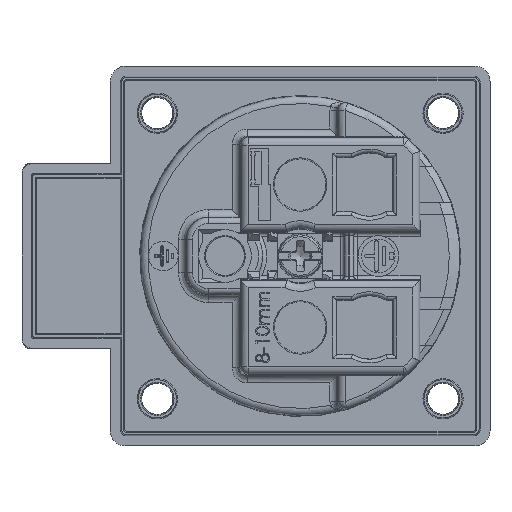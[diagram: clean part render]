
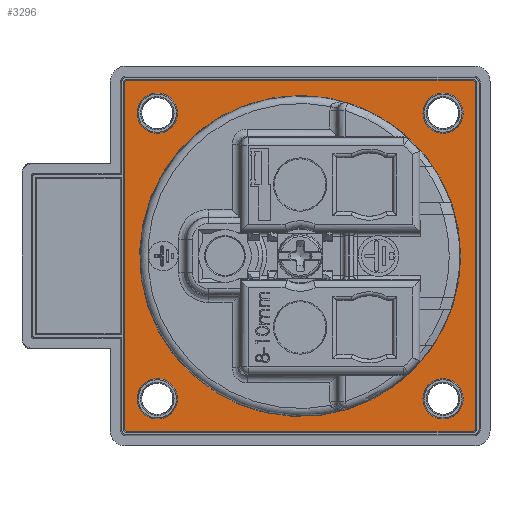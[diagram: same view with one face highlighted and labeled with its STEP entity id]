
A CAD part, front view. The second image highlights one B-rep face of the part: STEP entity #3296.
In plain terms, the highlighted planar face has unit normal (0, -1, 0).
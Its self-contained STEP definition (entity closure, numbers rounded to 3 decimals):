
#110 = DIRECTION ( 'NONE',  ( 0., -1., 0. ) ) ;
#904 = EDGE_CURVE ( 'NONE', #38790, #38790, #14931, .T. ) ;
#1068 = CARTESIAN_POINT ( 'NONE',  ( -23., 12.75, 23.359 ) ) ;
#2076 = EDGE_CURVE ( 'NONE', #32997, #39198, #4755, .T. ) ;
#2632 = CARTESIAN_POINT ( 'NONE',  ( 0., 12.75, 0. ) ) ;
#2902 = AXIS2_PLACEMENT_3D ( 'NONE', #21817, #110, #12275 ) ;
#2947 = FACE_BOUND ( 'NONE', #21901, .T. ) ;
#3105 = CARTESIAN_POINT ( 'NONE',  ( -16.326, 12.75, -19. ) ) ;
#3296 = ADVANCED_FACE ( 'NONE', ( #11941, #27054, #39206, #36234, #2947, #15120 ), #3526, .F. ) ;
#3526 = PLANE ( 'NONE',  #16103 ) ;
#4230 = ORIENTED_EDGE ( 'NONE', *, *, #16382, .T. ) ;
#4258 = CIRCLE ( 'NONE', #31786, 2.674 ) ;
#4689 = CIRCLE ( 'NONE', #26944, 21.35 ) ;
#4755 = LINE ( 'NONE', #38238, #32851 ) ;
#4823 = DIRECTION ( 'NONE',  ( 1., 0., 0. ) ) ;
#5014 = ORIENTED_EDGE ( 'NONE', *, *, #5449, .T. ) ;
#5028 = LINE ( 'NONE', #38686, #17097 ) ;
#5124 = VERTEX_POINT ( 'NONE', #29418 ) ;
#5159 = ORIENTED_EDGE ( 'NONE', *, *, #904, .T. ) ;
#5449 = EDGE_CURVE ( 'NONE', #7725, #7725, #4258, .T. ) ;
#5768 = ORIENTED_EDGE ( 'NONE', *, *, #11259, .T. ) ;
#5776 = EDGE_CURVE ( 'NONE', #29021, #29021, #27957, .T. ) ;
#6186 = CARTESIAN_POINT ( 'NONE',  ( -19., 12.75, -19. ) ) ;
#6656 = DIRECTION ( 'NONE',  ( 0., 0., 1. ) ) ;
#7564 = ORIENTED_EDGE ( 'NONE', *, *, #7771, .T. ) ;
#7725 = VERTEX_POINT ( 'NONE', #26616 ) ;
#7771 = EDGE_CURVE ( 'NONE', #9220, #23401, #24074, .T. ) ;
#8362 = DIRECTION ( 'NONE',  ( 0., 0., -1. ) ) ;
#8902 = EDGE_CURVE ( 'NONE', #26391, #26897, #13398, .T. ) ;
#9220 = VERTEX_POINT ( 'NONE', #1068 ) ;
#9349 = DIRECTION ( 'NONE',  ( 1., 0., 0. ) ) ;
#10112 = CARTESIAN_POINT ( 'NONE',  ( -23.359, 12.75, 23. ) ) ;
#11259 = EDGE_CURVE ( 'NONE', #5124, #5124, #4689, .T. ) ;
#11941 = FACE_BOUND ( 'NONE', #12242, .T. ) ;
#11985 = CIRCLE ( 'NONE', #32964, 0.359 ) ;
#11993 = AXIS2_PLACEMENT_3D ( 'NONE', #12240, #33356, #15808 ) ;
#12240 = CARTESIAN_POINT ( 'NONE',  ( -23., 12.75, 23. ) ) ;
#12242 = EDGE_LOOP ( 'NONE', ( #5768 ) ) ;
#12275 = DIRECTION ( 'NONE',  ( 1., 0., 0. ) ) ;
#12589 = CARTESIAN_POINT ( 'NONE',  ( -23.359, 12.75, -23. ) ) ;
#12819 = ORIENTED_EDGE ( 'NONE', *, *, #8902, .F. ) ;
#12929 = CIRCLE ( 'NONE', #21856, 0.359 ) ;
#13398 = LINE ( 'NONE', #22556, #26651 ) ;
#13844 = EDGE_CURVE ( 'NONE', #31276, #23401, #33763, .T. ) ;
#14609 = EDGE_LOOP ( 'NONE', ( #5014 ) ) ;
#14744 = CARTESIAN_POINT ( 'NONE',  ( 23., 12.75, -23. ) ) ;
#14773 = ORIENTED_EDGE ( 'NONE', *, *, #2076, .F. ) ;
#14931 = CIRCLE ( 'NONE', #29554, 2.674 ) ;
#14932 = DIRECTION ( 'NONE',  ( 0., -1., 0. ) ) ;
#14940 = DIRECTION ( 'NONE',  ( 1., 0., 0. ) ) ;
#14980 = DIRECTION ( 'NONE',  ( 1., 0., 0. ) ) ;
#15120 = FACE_BOUND ( 'NONE', #14609, .T. ) ;
#15296 = EDGE_CURVE ( 'NONE', #31276, #26897, #12929, .T. ) ;
#15696 = DIRECTION ( 'NONE',  ( 0., 1., 0. ) ) ;
#15808 = DIRECTION ( 'NONE',  ( 1., 0., 0. ) ) ;
#16103 = AXIS2_PLACEMENT_3D ( 'NONE', #22271, #15696, #19657 ) ;
#16276 = CIRCLE ( 'NONE', #2902, 0.359 ) ;
#16382 = EDGE_CURVE ( 'NONE', #32997, #26808, #16276, .T. ) ;
#17097 = VECTOR ( 'NONE', #4823, 1000. ) ;
#17275 = CARTESIAN_POINT ( 'NONE',  ( 21.674, 12.75, 19. ) ) ;
#17844 = DIRECTION ( 'NONE',  ( 1., 0., 0. ) ) ;
#17885 = ORIENTED_EDGE ( 'NONE', *, *, #32830, .F. ) ;
#18243 = VERTEX_POINT ( 'NONE', #3105 ) ;
#18493 = ORIENTED_EDGE ( 'NONE', *, *, #26508, .T. ) ;
#18737 = EDGE_LOOP ( 'NONE', ( #33633 ) ) ;
#19419 = DIRECTION ( 'NONE',  ( 0., 1., 0. ) ) ;
#19657 = DIRECTION ( 'NONE',  ( -1., 0., 0. ) ) ;
#19855 = CARTESIAN_POINT ( 'NONE',  ( 21.674, 12.75, -19. ) ) ;
#19961 = EDGE_LOOP ( 'NONE', ( #27091 ) ) ;
#20211 = CIRCLE ( 'NONE', #25957, 2.674 ) ;
#20639 = CARTESIAN_POINT ( 'NONE',  ( 23., 12.75, 23.359 ) ) ;
#20716 = DIRECTION ( 'NONE',  ( 1., 0., 0. ) ) ;
#20952 = CARTESIAN_POINT ( 'NONE',  ( 23.359, 12.75, 23. ) ) ;
#21644 = CARTESIAN_POINT ( 'NONE',  ( -23., 12.75, -23.359 ) ) ;
#21817 = CARTESIAN_POINT ( 'NONE',  ( 23., 12.75, 23. ) ) ;
#21856 = AXIS2_PLACEMENT_3D ( 'NONE', #28304, #37484, #37075 ) ;
#21901 = EDGE_LOOP ( 'NONE', ( #5159 ) ) ;
#22271 = CARTESIAN_POINT ( 'NONE',  ( 37.5, 12.75, 0. ) ) ;
#22556 = CARTESIAN_POINT ( 'NONE',  ( -23., 12.75, -23.359 ) ) ;
#23145 = VECTOR ( 'NONE', #6656, 1000. ) ;
#23401 = VERTEX_POINT ( 'NONE', #10112 ) ;
#24074 = CIRCLE ( 'NONE', #11993, 0.359 ) ;
#25957 = AXIS2_PLACEMENT_3D ( 'NONE', #6186, #36452, #20716 ) ;
#26391 = VERTEX_POINT ( 'NONE', #31879 ) ;
#26508 = EDGE_CURVE ( 'NONE', #26391, #39198, #11985, .T. ) ;
#26616 = CARTESIAN_POINT ( 'NONE',  ( -16.326, 12.75, 19. ) ) ;
#26651 = VECTOR ( 'NONE', #37290, 1000. ) ;
#26673 = CARTESIAN_POINT ( 'NONE',  ( 23.359, 12.75, -23. ) ) ;
#26808 = VERTEX_POINT ( 'NONE', #20639 ) ;
#26897 = VERTEX_POINT ( 'NONE', #21644 ) ;
#26944 = AXIS2_PLACEMENT_3D ( 'NONE', #2632, #35703, #14980 ) ;
#27054 = FACE_OUTER_BOUND ( 'NONE', #34257, .T. ) ;
#27091 = ORIENTED_EDGE ( 'NONE', *, *, #5776, .T. ) ;
#27957 = CIRCLE ( 'NONE', #33077, 2.674 ) ;
#28304 = CARTESIAN_POINT ( 'NONE',  ( -23., 12.75, -23. ) ) ;
#29021 = VERTEX_POINT ( 'NONE', #19855 ) ;
#29398 = CARTESIAN_POINT ( 'NONE',  ( 19., 12.75, 19. ) ) ;
#29418 = CARTESIAN_POINT ( 'NONE',  ( 21.35, 12.75, 0. ) ) ;
#29554 = AXIS2_PLACEMENT_3D ( 'NONE', #29398, #32986, #17844 ) ;
#31276 = VERTEX_POINT ( 'NONE', #12589 ) ;
#31466 = EDGE_CURVE ( 'NONE', #18243, #18243, #20211, .T. ) ;
#31786 = AXIS2_PLACEMENT_3D ( 'NONE', #35353, #19419, #31794 ) ;
#31794 = DIRECTION ( 'NONE',  ( 1., 0., 0. ) ) ;
#31879 = CARTESIAN_POINT ( 'NONE',  ( 23., 12.75, -23.359 ) ) ;
#32830 = EDGE_CURVE ( 'NONE', #9220, #26808, #5028, .T. ) ;
#32851 = VECTOR ( 'NONE', #8362, 1000. ) ;
#32964 = AXIS2_PLACEMENT_3D ( 'NONE', #14744, #14932, #9349 ) ;
#32986 = DIRECTION ( 'NONE',  ( 0., 1., 0. ) ) ;
#32997 = VERTEX_POINT ( 'NONE', #20952 ) ;
#33077 = AXIS2_PLACEMENT_3D ( 'NONE', #33083, #36824, #14940 ) ;
#33083 = CARTESIAN_POINT ( 'NONE',  ( 19., 12.75, -19. ) ) ;
#33356 = DIRECTION ( 'NONE',  ( 0., -1., 0. ) ) ;
#33357 = ORIENTED_EDGE ( 'NONE', *, *, #13844, .F. ) ;
#33370 = CARTESIAN_POINT ( 'NONE',  ( -23.359, 12.75, 23. ) ) ;
#33633 = ORIENTED_EDGE ( 'NONE', *, *, #31466, .T. ) ;
#33763 = LINE ( 'NONE', #33370, #23145 ) ;
#34257 = EDGE_LOOP ( 'NONE', ( #12819, #18493, #14773, #4230, #17885, #7564, #33357, #38239 ) ) ;
#35353 = CARTESIAN_POINT ( 'NONE',  ( -19., 12.75, 19. ) ) ;
#35703 = DIRECTION ( 'NONE',  ( 0., 1., 0. ) ) ;
#36234 = FACE_BOUND ( 'NONE', #19961, .T. ) ;
#36452 = DIRECTION ( 'NONE',  ( 0., 1., 0. ) ) ;
#36824 = DIRECTION ( 'NONE',  ( 0., 1., 0. ) ) ;
#37075 = DIRECTION ( 'NONE',  ( 1., 0., 0. ) ) ;
#37290 = DIRECTION ( 'NONE',  ( -1., 0., 0. ) ) ;
#37484 = DIRECTION ( 'NONE',  ( 0., -1., 0. ) ) ;
#38238 = CARTESIAN_POINT ( 'NONE',  ( 23.359, 12.75, 23. ) ) ;
#38239 = ORIENTED_EDGE ( 'NONE', *, *, #15296, .T. ) ;
#38686 = CARTESIAN_POINT ( 'NONE',  ( -23., 12.75, 23.359 ) ) ;
#38790 = VERTEX_POINT ( 'NONE', #17275 ) ;
#39198 = VERTEX_POINT ( 'NONE', #26673 ) ;
#39206 = FACE_BOUND ( 'NONE', #18737, .T. ) ;
